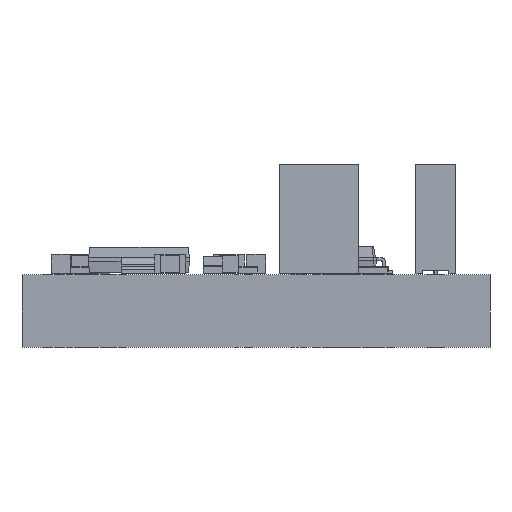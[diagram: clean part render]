
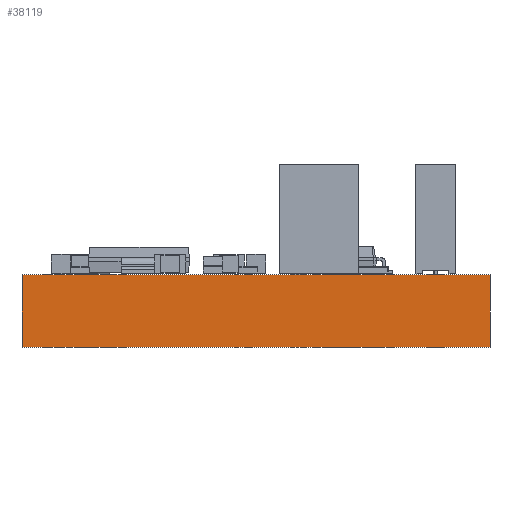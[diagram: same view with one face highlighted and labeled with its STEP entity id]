
A CAD part, front view. The second image highlights one B-rep face of the part: STEP entity #38119.
In plain terms, the highlighted planar face has unit normal (0, -1, 0).
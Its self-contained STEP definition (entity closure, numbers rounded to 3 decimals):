
#38119 = ADVANCED_FACE('',(#38120),#38134,.T.);
#38120 = FACE_BOUND('',#38121,.T.);
#38121 = EDGE_LOOP('',(#38122,#38157,#38185,#38213));
#38122 = ORIENTED_EDGE('',*,*,#38123,.T.);
#38123 = EDGE_CURVE('',#38124,#38126,#38128,.T.);
#38124 = VERTEX_POINT('',#38125);
#38125 = CARTESIAN_POINT('',(134.5,-116.75,0.));
#38126 = VERTEX_POINT('',#38127);
#38127 = CARTESIAN_POINT('',(134.5,-116.75,4.67));
#38128 = SURFACE_CURVE('',#38129,(#38133,#38145),.PCURVE_S1.);
#38129 = LINE('',#38130,#38131);
#38130 = CARTESIAN_POINT('',(134.5,-116.75,0.));
#38131 = VECTOR('',#38132,1.);
#38132 = DIRECTION('',(0.,0.,1.));
#38133 = PCURVE('',#38134,#38139);
#38134 = PLANE('',#38135);
#38135 = AXIS2_PLACEMENT_3D('',#38136,#38137,#38138);
#38136 = CARTESIAN_POINT('',(134.5,-116.75,0.));
#38137 = DIRECTION('',(0.,-1.,0.));
#38138 = DIRECTION('',(-1.,0.,0.));
#38139 = DEFINITIONAL_REPRESENTATION('',(#38140),#38144);
#38140 = LINE('',#38141,#38142);
#38141 = CARTESIAN_POINT('',(0.,-0.));
#38142 = VECTOR('',#38143,1.);
#38143 = DIRECTION('',(0.,-1.));
#38144 = ( GEOMETRIC_REPRESENTATION_CONTEXT(2) 
PARAMETRIC_REPRESENTATION_CONTEXT() REPRESENTATION_CONTEXT('2D SPACE',''
  ) );
#38145 = PCURVE('',#38146,#38151);
#38146 = PLANE('',#38147);
#38147 = AXIS2_PLACEMENT_3D('',#38148,#38149,#38150);
#38148 = CARTESIAN_POINT('',(134.5,-87.5,0.));
#38149 = DIRECTION('',(1.,0.,-0.));
#38150 = DIRECTION('',(0.,-1.,0.));
#38151 = DEFINITIONAL_REPRESENTATION('',(#38152),#38156);
#38152 = LINE('',#38153,#38154);
#38153 = CARTESIAN_POINT('',(29.25,0.));
#38154 = VECTOR('',#38155,1.);
#38155 = DIRECTION('',(0.,-1.));
#38156 = ( GEOMETRIC_REPRESENTATION_CONTEXT(2) 
PARAMETRIC_REPRESENTATION_CONTEXT() REPRESENTATION_CONTEXT('2D SPACE',''
  ) );
#38157 = ORIENTED_EDGE('',*,*,#38158,.T.);
#38158 = EDGE_CURVE('',#38126,#38159,#38161,.T.);
#38159 = VERTEX_POINT('',#38160);
#38160 = CARTESIAN_POINT('',(104.5,-116.75,4.67));
#38161 = SURFACE_CURVE('',#38162,(#38166,#38173),.PCURVE_S1.);
#38162 = LINE('',#38163,#38164);
#38163 = CARTESIAN_POINT('',(134.5,-116.75,4.67));
#38164 = VECTOR('',#38165,1.);
#38165 = DIRECTION('',(-1.,0.,0.));
#38166 = PCURVE('',#38134,#38167);
#38167 = DEFINITIONAL_REPRESENTATION('',(#38168),#38172);
#38168 = LINE('',#38169,#38170);
#38169 = CARTESIAN_POINT('',(0.,-4.67));
#38170 = VECTOR('',#38171,1.);
#38171 = DIRECTION('',(1.,0.));
#38172 = ( GEOMETRIC_REPRESENTATION_CONTEXT(2) 
PARAMETRIC_REPRESENTATION_CONTEXT() REPRESENTATION_CONTEXT('2D SPACE',''
  ) );
#38173 = PCURVE('',#38174,#38179);
#38174 = PLANE('',#38175);
#38175 = AXIS2_PLACEMENT_3D('',#38176,#38177,#38178);
#38176 = CARTESIAN_POINT('',(119.5,-102.125,4.67));
#38177 = DIRECTION('',(-0.,-0.,-1.));
#38178 = DIRECTION('',(-1.,0.,0.));
#38179 = DEFINITIONAL_REPRESENTATION('',(#38180),#38184);
#38180 = LINE('',#38181,#38182);
#38181 = CARTESIAN_POINT('',(-15.,-14.625));
#38182 = VECTOR('',#38183,1.);
#38183 = DIRECTION('',(1.,0.));
#38184 = ( GEOMETRIC_REPRESENTATION_CONTEXT(2) 
PARAMETRIC_REPRESENTATION_CONTEXT() REPRESENTATION_CONTEXT('2D SPACE',''
  ) );
#38185 = ORIENTED_EDGE('',*,*,#38186,.F.);
#38186 = EDGE_CURVE('',#38187,#38159,#38189,.T.);
#38187 = VERTEX_POINT('',#38188);
#38188 = CARTESIAN_POINT('',(104.5,-116.75,0.));
#38189 = SURFACE_CURVE('',#38190,(#38194,#38201),.PCURVE_S1.);
#38190 = LINE('',#38191,#38192);
#38191 = CARTESIAN_POINT('',(104.5,-116.75,0.));
#38192 = VECTOR('',#38193,1.);
#38193 = DIRECTION('',(0.,0.,1.));
#38194 = PCURVE('',#38134,#38195);
#38195 = DEFINITIONAL_REPRESENTATION('',(#38196),#38200);
#38196 = LINE('',#38197,#38198);
#38197 = CARTESIAN_POINT('',(30.,0.));
#38198 = VECTOR('',#38199,1.);
#38199 = DIRECTION('',(0.,-1.));
#38200 = ( GEOMETRIC_REPRESENTATION_CONTEXT(2) 
PARAMETRIC_REPRESENTATION_CONTEXT() REPRESENTATION_CONTEXT('2D SPACE',''
  ) );
#38201 = PCURVE('',#38202,#38207);
#38202 = PLANE('',#38203);
#38203 = AXIS2_PLACEMENT_3D('',#38204,#38205,#38206);
#38204 = CARTESIAN_POINT('',(104.5,-116.75,0.));
#38205 = DIRECTION('',(-1.,0.,0.));
#38206 = DIRECTION('',(0.,1.,0.));
#38207 = DEFINITIONAL_REPRESENTATION('',(#38208),#38212);
#38208 = LINE('',#38209,#38210);
#38209 = CARTESIAN_POINT('',(0.,0.));
#38210 = VECTOR('',#38211,1.);
#38211 = DIRECTION('',(0.,-1.));
#38212 = ( GEOMETRIC_REPRESENTATION_CONTEXT(2) 
PARAMETRIC_REPRESENTATION_CONTEXT() REPRESENTATION_CONTEXT('2D SPACE',''
  ) );
#38213 = ORIENTED_EDGE('',*,*,#38214,.F.);
#38214 = EDGE_CURVE('',#38124,#38187,#38215,.T.);
#38215 = SURFACE_CURVE('',#38216,(#38220,#38227),.PCURVE_S1.);
#38216 = LINE('',#38217,#38218);
#38217 = CARTESIAN_POINT('',(134.5,-116.75,0.));
#38218 = VECTOR('',#38219,1.);
#38219 = DIRECTION('',(-1.,0.,0.));
#38220 = PCURVE('',#38134,#38221);
#38221 = DEFINITIONAL_REPRESENTATION('',(#38222),#38226);
#38222 = LINE('',#38223,#38224);
#38223 = CARTESIAN_POINT('',(0.,-0.));
#38224 = VECTOR('',#38225,1.);
#38225 = DIRECTION('',(1.,0.));
#38226 = ( GEOMETRIC_REPRESENTATION_CONTEXT(2) 
PARAMETRIC_REPRESENTATION_CONTEXT() REPRESENTATION_CONTEXT('2D SPACE',''
  ) );
#38227 = PCURVE('',#38228,#38233);
#38228 = PLANE('',#38229);
#38229 = AXIS2_PLACEMENT_3D('',#38230,#38231,#38232);
#38230 = CARTESIAN_POINT('',(119.5,-102.125,0.));
#38231 = DIRECTION('',(-0.,-0.,-1.));
#38232 = DIRECTION('',(-1.,0.,0.));
#38233 = DEFINITIONAL_REPRESENTATION('',(#38234),#38238);
#38234 = LINE('',#38235,#38236);
#38235 = CARTESIAN_POINT('',(-15.,-14.625));
#38236 = VECTOR('',#38237,1.);
#38237 = DIRECTION('',(1.,0.));
#38238 = ( GEOMETRIC_REPRESENTATION_CONTEXT(2) 
PARAMETRIC_REPRESENTATION_CONTEXT() REPRESENTATION_CONTEXT('2D SPACE',''
  ) );
